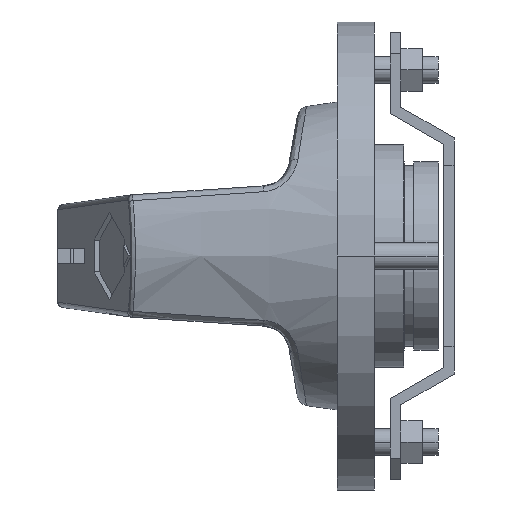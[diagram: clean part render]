
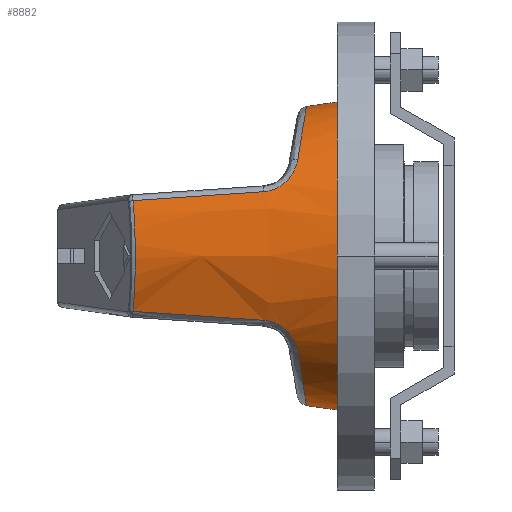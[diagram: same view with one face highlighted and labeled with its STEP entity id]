
A CAD part, left-side view. The second image highlights one B-rep face of the part: STEP entity #8882.
In plain terms, the highlighted conical face has half-angle 8.13 degrees and reference radius 28.5 mm.
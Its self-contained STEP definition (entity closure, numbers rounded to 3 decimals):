
#2301=CARTESIAN_POINT('',(25.828,7.,-13.188));
#2302=VERTEX_POINT('',#2301);
#3333=CARTESIAN_POINT('',(25.828,7.,13.188));
#3334=VERTEX_POINT('',#3333);
#4001=CARTESIAN_POINT('',(-21.083,45.367,-10.423));
#4002=VERTEX_POINT('',#4001);
#4010=CARTESIAN_POINT('',(-21.083,45.367,10.423));
#4011=VERTEX_POINT('',#4010);
#4012=CARTESIAN_POINT('',(-21.083,45.367,-10.423));
#4013=CARTESIAN_POINT('',(-22.483,45.13,-7.667));
#4014=CARTESIAN_POINT('',(-24.441,44.799,-0.571));
#4015=CARTESIAN_POINT('',(-22.95,45.051,6.749));
#4016=CARTESIAN_POINT('',(-21.083,45.367,10.423));
#4017=B_SPLINE_CURVE_WITH_KNOTS('',3,(#4012,#4013,#4014,#4015,#4016),.UNSPECIFIED.,.F.,.U.,(4,1,4),(-0.47,-0.067,0.47),.UNSPECIFIED.);
#4018=EDGE_CURVE('',#4002,#4011,#4017,.T.);
#4601=CARTESIAN_POINT('',(24.576,16.904,-12.528));
#4602=VERTEX_POINT('',#4601);
#4609=CARTESIAN_POINT('',(24.512,17.387,-12.501));
#4610=VERTEX_POINT('',#4609);
#4611=CARTESIAN_POINT('',(24.576,16.904,-12.528));
#4612=DIRECTION('',(-0.131,0.99,0.055));
#4613=VECTOR('',#4612,0.488);
#4614=LINE('',#4611,#4613);
#4615=EDGE_CURVE('',#4602,#4610,#4614,.T.);
#4869=CARTESIAN_POINT('',(24.512,17.387,12.501));
#4870=VERTEX_POINT('',#4869);
#4887=CARTESIAN_POINT('',(24.576,16.904,12.528));
#4888=VERTEX_POINT('',#4887);
#4889=CARTESIAN_POINT('',(24.512,17.387,12.501));
#4890=DIRECTION('',(0.131,-0.99,0.055));
#4891=VECTOR('',#4890,0.488);
#4892=LINE('',#4889,#4891);
#4893=EDGE_CURVE('',#4870,#4888,#4892,.T.);
#8584=CARTESIAN_POINT('',(-24.174,20.812,12.086));
#8585=VERTEX_POINT('',#8584);
#8586=CARTESIAN_POINT('',(-21.083,45.367,10.423));
#8587=CARTESIAN_POINT('',(-22.114,37.182,10.977));
#8588=CARTESIAN_POINT('',(-23.144,28.997,11.532));
#8589=CARTESIAN_POINT('',(-24.174,20.812,12.086));
#8590=B_SPLINE_CURVE_WITH_KNOTS('',3,(#8586,#8587,#8588,#8589),.UNSPECIFIED.,.F.,.U.,(4,4),(14.43,39.234),.UNSPECIFIED.);
#8591=EDGE_CURVE('',#4011,#8585,#8590,.T.);
#8635=CARTESIAN_POINT('',(-21.197,14.382,18.21));
#8636=VERTEX_POINT('',#8635);
#8656=CARTESIAN_POINT('',(-24.174,20.812,12.086));
#8657=CARTESIAN_POINT('',(-24.35,19.413,12.181));
#8658=CARTESIAN_POINT('',(-24.262,17.058,13.158));
#8659=CARTESIAN_POINT('',(-22.995,15.02,15.809));
#8660=CARTESIAN_POINT('',(-21.838,14.509,17.437));
#8661=CARTESIAN_POINT('',(-21.197,14.382,18.21));
#8662=B_SPLINE_CURVE_WITH_KNOTS('',3,(#8656,#8657,#8658,#8659,#8660,#8661),.UNSPECIFIED.,.F.,.U.,(4,1,1,4),(0.,4.24,7.066,9.893),.UNSPECIFIED.);
#8663=EDGE_CURVE('',#8585,#8636,#8662,.T.);
#8704=CARTESIAN_POINT('',(21.851,14.517,17.39));
#8705=VERTEX_POINT('',#8704);
#8723=CARTESIAN_POINT('',(-21.197,14.382,18.21));
#8724=CARTESIAN_POINT('',(-18.192,13.787,21.839));
#8725=CARTESIAN_POINT('',(-10.284,12.855,27.517));
#8726=CARTESIAN_POINT('',(1.8,12.639,28.832));
#8727=CARTESIAN_POINT('',(13.222,13.17,25.598));
#8728=CARTESIAN_POINT('',(18.986,13.903,21.13));
#8729=CARTESIAN_POINT('',(21.851,14.517,17.39));
#8730=B_SPLINE_CURVE_WITH_KNOTS('',3,(#8723,#8724,#8725,#8726,#8727,#8728,#8729),.UNSPECIFIED.,.F.,.U.,(4,1,1,1,4),(-0.88,-0.366,0.148,0.405,0.918),.UNSPECIFIED.);
#8731=EDGE_CURVE('',#8636,#8705,#8730,.T.);
#8778=CARTESIAN_POINT('',(21.851,14.517,17.39));
#8779=CARTESIAN_POINT('',(22.465,14.648,16.588));
#8780=CARTESIAN_POINT('',(23.568,15.172,14.902));
#8781=CARTESIAN_POINT('',(24.275,16.432,13.256));
#8782=CARTESIAN_POINT('',(24.489,17.284,12.578));
#8783=CARTESIAN_POINT('',(24.512,17.387,12.501));
#8784=B_SPLINE_CURVE_WITH_KNOTS('',3,(#8778,#8779,#8780,#8781,#8782,#8783),.UNSPECIFIED.,.F.,.U.,(4,1,1,4),(0.,2.841,5.683,6.063),.UNSPECIFIED.);
#8785=EDGE_CURVE('',#8705,#4870,#8784,.T.);
#8790=CARTESIAN_POINT('',(0.,10.5,0.));
#8791=DIRECTION('',(0.0,-1.0,0.0));
#8792=DIRECTION('',(0.891,0.0,-0.455));
#8793=AXIS2_PLACEMENT_3D('',#8790,#8791,#8792);
#8794=CONICAL_SURFACE('',#8793,28.5,8.13);
#8795=ORIENTED_EDGE('',*,*,#4018,.F.);
#8796=CARTESIAN_POINT('',(-24.174,20.812,-12.086));
#8797=VERTEX_POINT('',#8796);
#8798=CARTESIAN_POINT('',(-24.174,20.812,-12.086));
#8799=CARTESIAN_POINT('',(-23.144,28.997,-11.532));
#8800=CARTESIAN_POINT('',(-22.114,37.182,-10.977));
#8801=CARTESIAN_POINT('',(-21.083,45.367,-10.423));
#8802=B_SPLINE_CURVE_WITH_KNOTS('',3,(#8798,#8799,#8800,#8801),.UNSPECIFIED.,.F.,.U.,(4,4),(0.0,24.804),.UNSPECIFIED.);
#8803=EDGE_CURVE('',#8797,#4002,#8802,.T.);
#8804=ORIENTED_EDGE('',*,*,#8803,.F.);
#8805=CARTESIAN_POINT('',(-21.197,14.382,-18.21));
#8806=VERTEX_POINT('',#8805);
#8807=CARTESIAN_POINT('',(-21.197,14.382,-18.21));
#8808=CARTESIAN_POINT('',(-22.159,14.572,-17.05));
#8809=CARTESIAN_POINT('',(-23.519,15.393,-14.936));
#8810=CARTESIAN_POINT('',(-24.327,17.993,-12.692));
#8811=CARTESIAN_POINT('',(-24.291,19.879,-12.15));
#8812=CARTESIAN_POINT('',(-24.174,20.812,-12.086));
#8813=B_SPLINE_CURVE_WITH_KNOTS('',3,(#8807,#8808,#8809,#8810,#8811,#8812),.UNSPECIFIED.,.F.,.U.,(4,1,1,4),(0.0,4.24,7.066,9.893),.UNSPECIFIED.);
#8814=EDGE_CURVE('',#8806,#8797,#8813,.T.);
#8815=ORIENTED_EDGE('',*,*,#8814,.F.);
#8816=CARTESIAN_POINT('',(21.851,14.517,-17.39));
#8817=VERTEX_POINT('',#8816);
#8818=CARTESIAN_POINT('',(21.851,14.517,-17.39));
#8819=CARTESIAN_POINT('',(18.986,13.903,-21.13));
#8820=CARTESIAN_POINT('',(11.302,12.923,-27.101));
#8821=CARTESIAN_POINT('',(-3.137,12.571,-29.246));
#8822=CARTESIAN_POINT('',(-14.492,13.286,-24.893));
#8823=CARTESIAN_POINT('',(-19.695,14.084,-20.025));
#8824=CARTESIAN_POINT('',(-21.197,14.382,-18.21));
#8825=B_SPLINE_CURVE_WITH_KNOTS('',3,(#8818,#8819,#8820,#8821,#8822,#8823,#8824),.UNSPECIFIED.,.F.,.U.,(4,1,1,1,4),(-0.918,-0.405,0.109,0.623,0.88),.UNSPECIFIED.);
#8826=EDGE_CURVE('',#8817,#8806,#8825,.T.);
#8827=ORIENTED_EDGE('',*,*,#8826,.F.);
#8828=CARTESIAN_POINT('',(24.512,17.387,-12.501));
#8829=CARTESIAN_POINT('',(24.489,17.284,-12.578));
#8830=CARTESIAN_POINT('',(24.275,16.432,-13.256));
#8831=CARTESIAN_POINT('',(23.568,15.172,-14.902));
#8832=CARTESIAN_POINT('',(22.465,14.648,-16.588));
#8833=CARTESIAN_POINT('',(21.851,14.517,-17.39));
#8834=B_SPLINE_CURVE_WITH_KNOTS('',3,(#8828,#8829,#8830,#8831,#8832,#8833),.UNSPECIFIED.,.F.,.U.,(4,1,1,4),(3.882,4.262,7.103,9.945),.UNSPECIFIED.);
#8835=EDGE_CURVE('',#4610,#8817,#8834,.T.);
#8836=ORIENTED_EDGE('',*,*,#8835,.F.);
#8837=ORIENTED_EDGE('',*,*,#4615,.F.);
#8838=CARTESIAN_POINT('',(24.568,16.901,-12.545));
#8839=VERTEX_POINT('',#8838);
#8840=CARTESIAN_POINT('',(0.,18.992,-0.687));
#8841=DIRECTION('',(0.,-0.985,0.174));
#8842=DIRECTION('',(0.,0.174,0.985));
#8843=AXIS2_PLACEMENT_3D('',#8840,#8841,#8842);
#8844=ELLIPSE('',#8843,27.708,27.278);
#8845=EDGE_CURVE('',#8839,#4602,#8844,.T.);
#8846=ORIENTED_EDGE('',*,*,#8845,.F.);
#8847=CARTESIAN_POINT('',(24.568,16.901,-12.545));
#8848=DIRECTION('',(0.126,-0.99,-0.064));
#8849=VECTOR('',#8848,10.002);
#8850=LINE('',#8847,#8849);
#8851=EDGE_CURVE('',#8839,#2302,#8850,.T.);
#8852=ORIENTED_EDGE('',*,*,#8851,.T.);
#8853=CARTESIAN_POINT('',(0.,7.,0.));
#8854=DIRECTION('',(0.0,-1.0,0.0));
#8855=DIRECTION('',(0.891,0.0,-0.455));
#8856=AXIS2_PLACEMENT_3D('',#8853,#8854,#8855);
#8857=CIRCLE('',#8856,29.);
#8858=EDGE_CURVE('',#3334,#2302,#8857,.T.);
#8859=ORIENTED_EDGE('',*,*,#8858,.F.);
#8860=CARTESIAN_POINT('',(24.568,16.901,12.545));
#8861=VERTEX_POINT('',#8860);
#8862=CARTESIAN_POINT('',(24.568,16.901,12.545));
#8863=DIRECTION('',(0.126,-0.99,0.064));
#8864=VECTOR('',#8863,10.002);
#8865=LINE('',#8862,#8864);
#8866=EDGE_CURVE('',#8861,#3334,#8865,.T.);
#8867=ORIENTED_EDGE('',*,*,#8866,.F.);
#8868=CARTESIAN_POINT('',(0.,18.992,0.687));
#8869=DIRECTION('',(0.,-0.985,-0.174));
#8870=DIRECTION('',(0.,-0.174,0.985));
#8871=AXIS2_PLACEMENT_3D('',#8868,#8869,#8870);
#8872=ELLIPSE('',#8871,27.708,27.278);
#8873=EDGE_CURVE('',#4888,#8861,#8872,.T.);
#8874=ORIENTED_EDGE('',*,*,#8873,.F.);
#8875=ORIENTED_EDGE('',*,*,#4893,.F.);
#8876=ORIENTED_EDGE('',*,*,#8785,.F.);
#8877=ORIENTED_EDGE('',*,*,#8731,.F.);
#8878=ORIENTED_EDGE('',*,*,#8663,.F.);
#8879=ORIENTED_EDGE('',*,*,#8591,.F.);
#8880=EDGE_LOOP('',(#8795,#8804,#8815,#8827,#8836,#8837,#8846,#8852,#8859,#8867,#8874,#8875,#8876,#8877,#8878,#8879));
#8881=FACE_OUTER_BOUND('',#8880,.T.);
#8882=ADVANCED_FACE('',(#8881),#8794,.T.);
